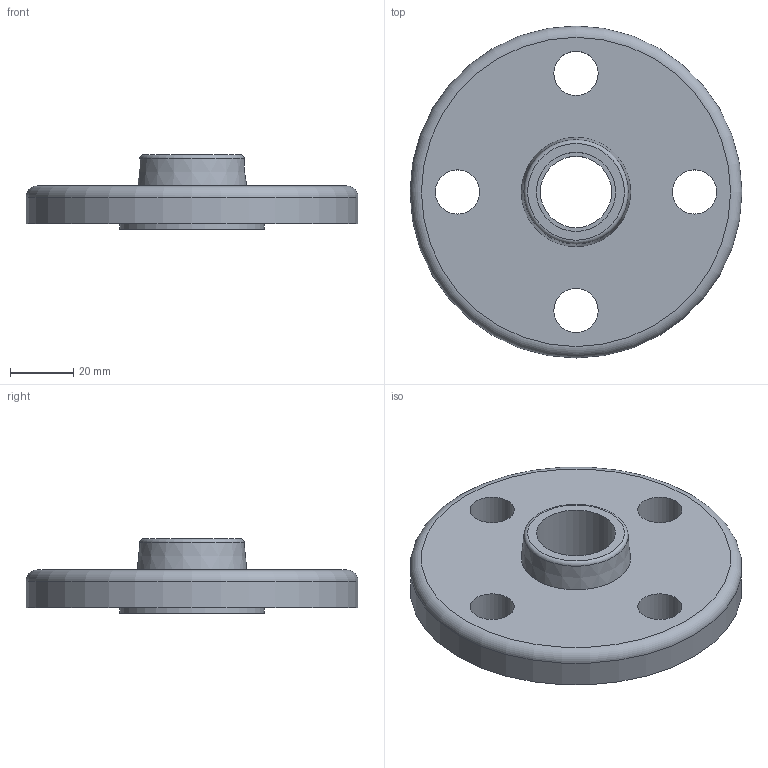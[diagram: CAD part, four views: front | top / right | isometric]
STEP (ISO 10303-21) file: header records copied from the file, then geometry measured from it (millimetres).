
FILE_DESCRIPTION(/* description */ ('Socket Flange, Raised/serrated faces for flat gaskets, FDV, d = 25 mm'),/* implementation_level */ '2;1');
FILE_NAME(/* name */ 'FDV025.ipt.stp',/* time_stamp */ '2013-10-01T14:40:04+02:00',/* author */ ('TraceParts'),/* organization */ ('TraceParts S.A.'),/* preprocessor_version */ 'ST-DEVELOPER v15.2',/* originating_system */ 'Autodesk Inventor 2014',/* authorisation */ '');
FILE_SCHEMA (('AUTOMOTIVE_DESIGN { 1 0 10303 214 3 1 1 }'));
Length unit declared in the file: millimetre
Products named in the file (1): FDV025
Bounding box: 105 x 105 x 23.5 mm (x, y, z)
Volume: 95285 mm3; surface area: 24913.4 mm2
Topology: 1 solids, 1 shells, 32 faces, 55 edges, 36 vertices
Faces by surface type: cylinder 16, plane 13, torus 2, cone 1
Full cylindrical faces by diameter (mm): 14 x4, 22.5 x1, 25 x1, 25.089 x1, 27.678 x1, 30.267 x1, 32.856 x1, 35.444 x1, 38.033 x1, 40.622 x1, 43.211 x1, 45.8 x1, 105 x1
Entity records: 725 total; most frequent: DIRECTION 138, CARTESIAN_POINT 105, EDGE_LOOP 72, ORIENTED_EDGE 72, AXIS2_PLACEMENT_3D 69, FACE_BOUND 51, CIRCLE 36, VERTEX_POINT 36
